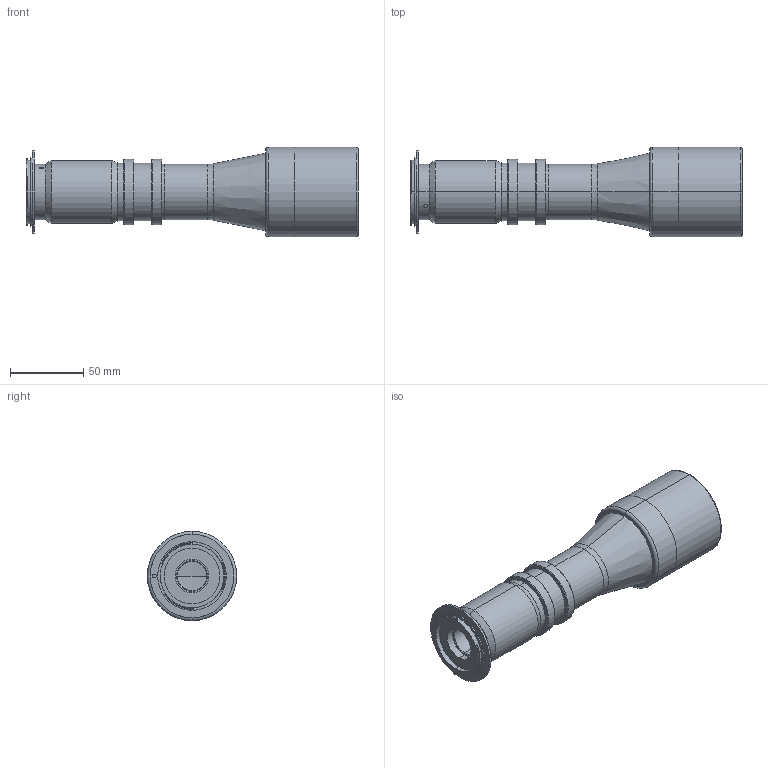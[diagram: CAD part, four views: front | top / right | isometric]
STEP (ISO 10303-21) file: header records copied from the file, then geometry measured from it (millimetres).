
FILE_DESCRIPTION (( 'STEP AP214' ), '1' );
FILE_NAME ('2M36_f.STEP', '2013-05-11T10:48:01', ( 'Work' ), ( '' ), 'SwSTEP 2.0', 'SolidWorks 2013', '' );
FILE_SCHEMA (( 'AUTOMOTIVE_DESIGN' ));
Length unit declared in the file: millimetre
Products named in the file (1): 2M36_f
Bounding box: 226.61 x 61 x 61 mm (x, y, z)
Surface area: 54736.7 mm2 (no closed solid volume)
Topology: 0 solids, 10 shells, 129 faces, 340 edges, 226 vertices
Faces by surface type: cylinder 63, plane 33, cone 25, torus 6, sphere 2
Entity records: 5891 total; most frequent: CARTESIAN_POINT 1186, DIRECTION 748, ORIENTED_EDGE 588, EDGE_CURVE 340, AXIS2_PLACEMENT_3D 310, VERTEX_POINT 226, CIRCLE 180, EDGE_LOOP 156
